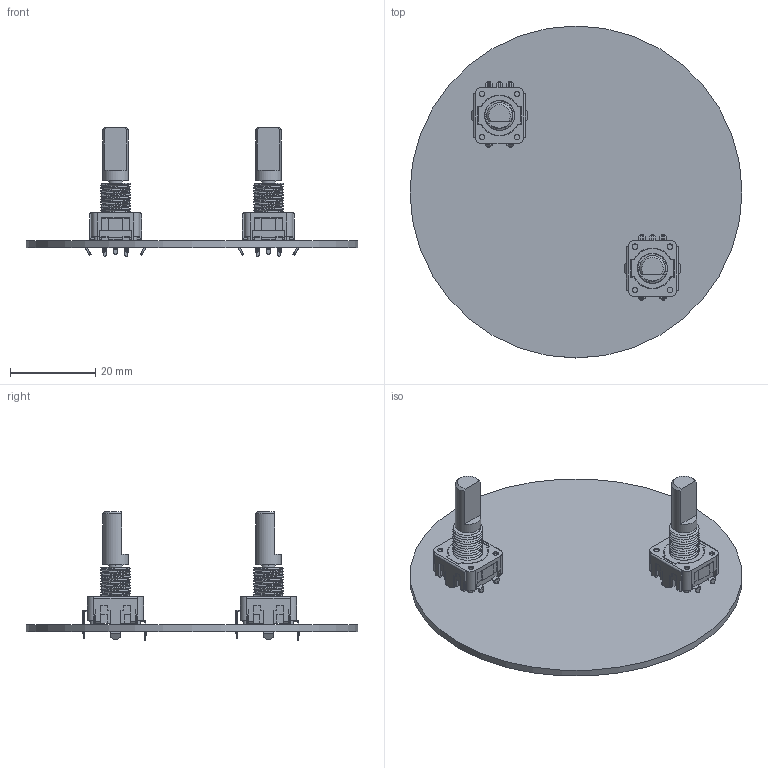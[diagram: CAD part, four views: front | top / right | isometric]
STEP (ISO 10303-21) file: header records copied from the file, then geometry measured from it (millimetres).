
FILE_DESCRIPTION(('Open CASCADE Model'),'2;1');
FILE_NAME('Open CASCADE Shape Model','2022-04-19T12:57:56',('Author'),( 'Open CASCADE'),'Open CASCADE STEP processor 6.8','Open CASCADE 6.8' ,'Unknown');
FILE_SCHEMA(('AUTOMOTIVE_DESIGN { 1 0 10303 214 1 1 1 1 }'));
Length unit declared in the file: millimetre
Products named in the file (5): PCB; Board; SW301; PEC11R-4220F-S0012; SW300
Assembly tree (5 placements, depth 3):
  PCB
    Board
    SW301
      PEC11R-4220F-S0012
    SW300
      PEC11R-4220F-S0012
Bounding box: 78 x 78 x 30.2 mm (x, y, z)
Volume: 10576.3 mm3; surface area: 13357 mm2
Topology: 3 solids, 9 shells, 915 faces, 2457 edges, 1602 vertices
Faces by surface type: plane 568, cylinder 287, torus 30, bspline 16, cone 14
Full cylindrical faces by diameter (mm): 1 x10, 6 x2, 78 x1
Entity records: 19546 total; most frequent: CARTESIAN_POINT 6357, ORIENTED_EDGE 2538, DIRECTION 2408, EDGE_CURVE 1269, LINE 884, VECTOR 884, VERTEX_POINT 828, AXIS2_PLACEMENT_3D 762
